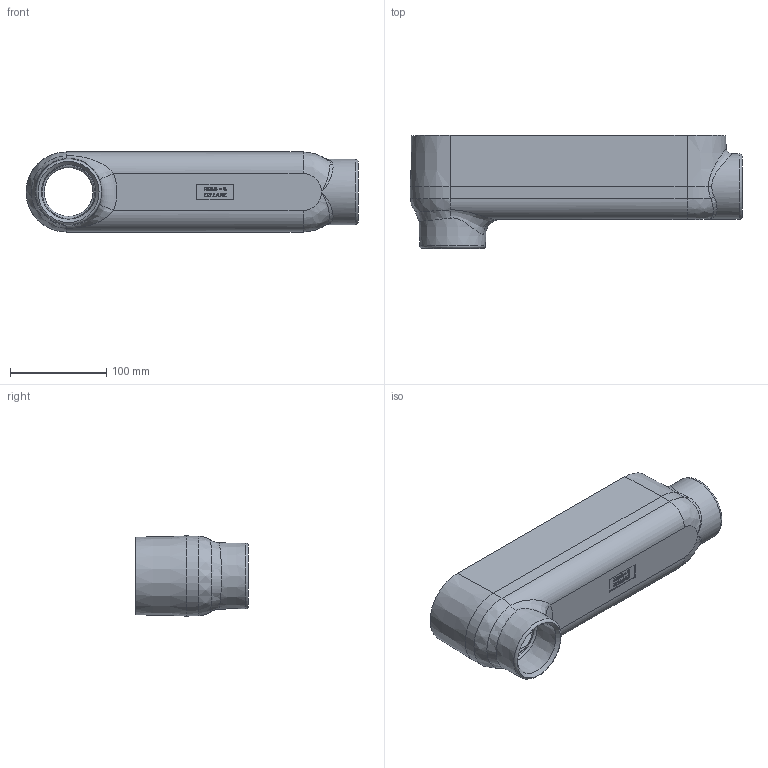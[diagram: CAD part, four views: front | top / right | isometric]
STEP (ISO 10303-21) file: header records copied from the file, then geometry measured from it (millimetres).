
FILE_DESCRIPTION(/* description */ (''),/* implementation_level */ '2;1');
FILE_NAME(/* name */ 'KIL_MOLB-6.stp',/* time_stamp */ '2020-07-24T19:25:42+06:00',/* author */ ('lsugumaran'),/* organization */ (''),/* preprocessor_version */ 'ST-DEVELOPER v18',/* originating_system */ 'Autodesk Inventor 2020',/* authorisation */ '');
FILE_SCHEMA (('AUTOMOTIVE_DESIGN { 1 0 10303 214 3 1 1 }'));
Length unit declared in the file: inch
Products named in the file (1): 18261-2
Bounding box: 345.28 x 117.47 x 83.35 mm (x, y, z)
Volume: 455062.1 mm3; surface area: 178864.6 mm2
Topology: 1 solids, 1 shells, 723 faces, 1912 edges, 1234 vertices
Faces by surface type: bspline 324, plane 297, cone 62, cylinder 23, torus 17
Full cylindrical faces by diameter (mm): 4.978 x4, 50.902 x2, 68.263 x1
Entity records: 34032 total; most frequent: CARTESIAN_POINT 17742, ORIENTED_EDGE 3796, DIRECTION 2177, EDGE_CURVE 1898, VERTEX_POINT 1234, LINE 887, VECTOR 887, EDGE_LOOP 784
